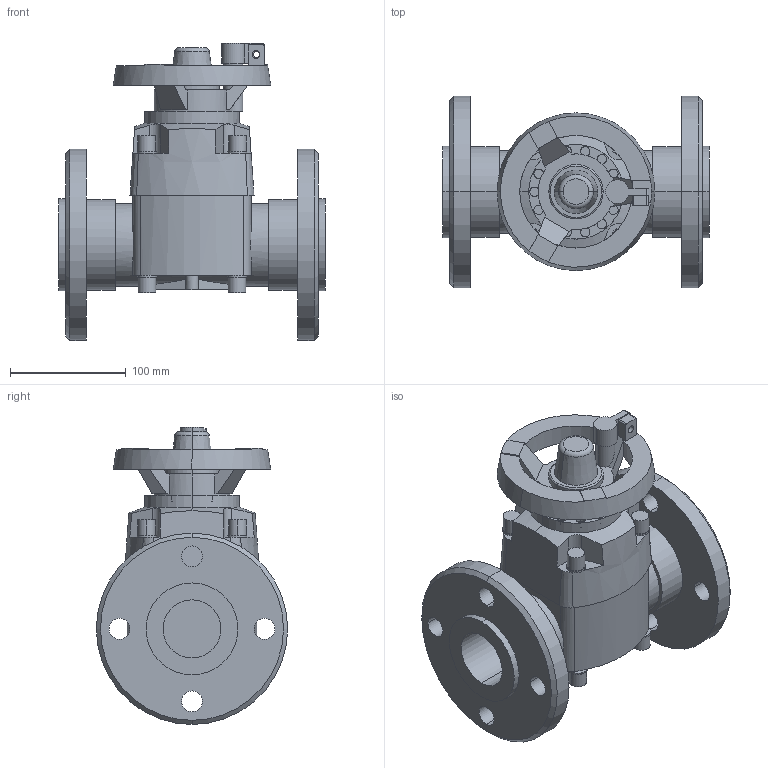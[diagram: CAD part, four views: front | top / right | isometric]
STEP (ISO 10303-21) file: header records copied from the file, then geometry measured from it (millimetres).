
FILE_DESCRIPTION(('STEP AP214'),'1');
FILE_NAME('cctmp_34595540-E0DC-4D5D-9BB1-D8A477CF534E_2018_11_21_10_7_59_247..stp','2018-11-21T09:07:59',('Praher Valves GmbH'),('CADClick - www.CADClick.com'),'Spatial InterOp 3D',' ','unknown authorization');
FILE_SCHEMA(('AUTOMOTIVE_DESIGN'));
Length unit declared in the file: millimetre
Products named in the file (1): 120257
Bounding box: 230 x 165 x 256.14 mm (x, y, z)
Volume: 2539334.6 mm3; surface area: 295142.8 mm2
Topology: 1 solids, 4 shells, 332 faces, 857 edges, 550 vertices
Faces by surface type: cylinder 160, plane 152, cone 16, torus 4
Entity records: 13638 total; most frequent: CARTESIAN_POINT 2478, DIRECTION 1946, ORIENTED_EDGE 1714, EDGE_CURVE 857, AXIS2_PLACEMENT_3D 800, VERTEX_POINT 550, CIRCLE 449, EDGE_LOOP 379
